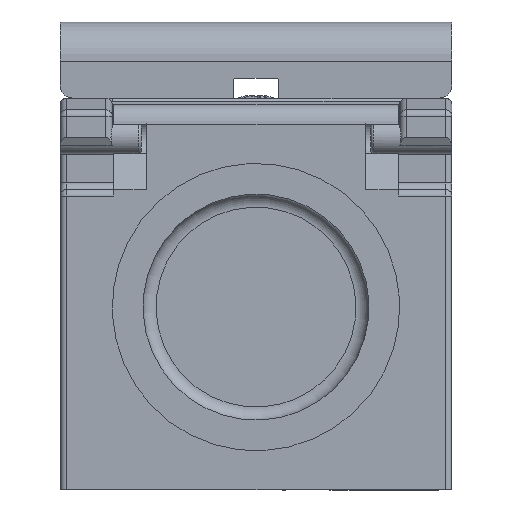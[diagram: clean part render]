
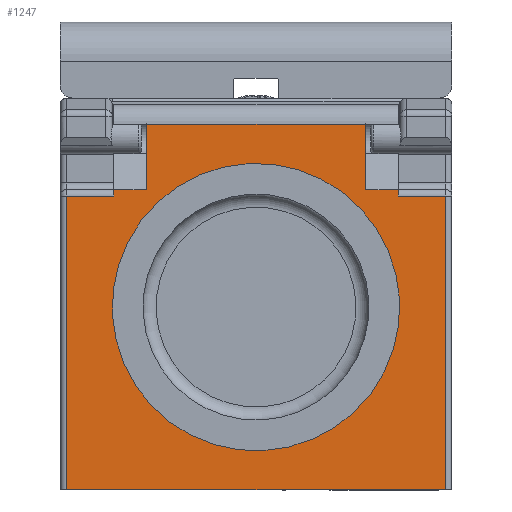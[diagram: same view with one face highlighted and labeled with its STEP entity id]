
A CAD part, front view. The second image highlights one B-rep face of the part: STEP entity #1247.
In plain terms, the highlighted planar face has unit normal (0, -1, 0).
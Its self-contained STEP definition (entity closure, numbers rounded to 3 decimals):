
#639=FACE_BOUND('',#2965,.T.);
#640=FACE_BOUND('',#2966,.T.);
#1247=ADVANCED_FACE('',(#639,#640),#1690,.T.);
#1690=PLANE('',#14763);
#2965=EDGE_LOOP('',(#6678));
#2966=EDGE_LOOP('',(#6679,#6680,#6681,#6682,#6683,#6684,#6685,#6686,#6687,
#6688,#6689,#6690,#6691,#6692,#6693,#6694));
#3515=CIRCLE('',#14762,9.255);
#6678=ORIENTED_EDGE('',*,*,#10575,.T.);
#6679=ORIENTED_EDGE('',*,*,#10576,.F.);
#6680=ORIENTED_EDGE('',*,*,#10574,.F.);
#6681=ORIENTED_EDGE('',*,*,#10538,.F.);
#6682=ORIENTED_EDGE('',*,*,#10548,.T.);
#6683=ORIENTED_EDGE('',*,*,#10543,.T.);
#6684=ORIENTED_EDGE('',*,*,#10547,.T.);
#6685=ORIENTED_EDGE('',*,*,#10534,.T.);
#6686=ORIENTED_EDGE('',*,*,#10483,.T.);
#6687=ORIENTED_EDGE('',*,*,#10519,.T.);
#6688=ORIENTED_EDGE('',*,*,#10528,.T.);
#6689=ORIENTED_EDGE('',*,*,#10524,.T.);
#6690=ORIENTED_EDGE('',*,*,#10549,.T.);
#6691=ORIENTED_EDGE('',*,*,#10515,.F.);
#6692=ORIENTED_EDGE('',*,*,#10551,.F.);
#6693=ORIENTED_EDGE('',*,*,#10562,.F.);
#6694=ORIENTED_EDGE('',*,*,#10577,.T.);
#8500=VERTEX_POINT('',#30175);
#8501=VERTEX_POINT('',#30177);
#8529=VERTEX_POINT('',#30240);
#8530=VERTEX_POINT('',#30242);
#8533=VERTEX_POINT('',#30248);
#8537=VERTEX_POINT('',#30258);
#8538=VERTEX_POINT('',#30260);
#8544=VERTEX_POINT('',#30279);
#8547=VERTEX_POINT('',#30285);
#8548=VERTEX_POINT('',#30287);
#8552=VERTEX_POINT('',#30296);
#8553=VERTEX_POINT('',#30298);
#8554=VERTEX_POINT('',#30311);
#8559=VERTEX_POINT('',#30332);
#8564=VERTEX_POINT('',#30356);
#8565=VERTEX_POINT('',#30360);
#8566=VERTEX_POINT('',#30362);
#10483=EDGE_CURVE('',#8501,#8500,#12042,.T.);
#10515=EDGE_CURVE('',#8529,#8530,#12066,.T.);
#10519=EDGE_CURVE('',#8500,#8533,#12069,.T.);
#10524=EDGE_CURVE('',#8538,#8537,#12074,.T.);
#10528=EDGE_CURVE('',#8533,#8538,#12077,.T.);
#10534=EDGE_CURVE('',#8544,#8501,#12082,.T.);
#10538=EDGE_CURVE('',#8547,#8548,#12085,.T.);
#10543=EDGE_CURVE('',#8553,#8552,#12088,.T.);
#10547=EDGE_CURVE('',#8552,#8544,#12092,.T.);
#10548=EDGE_CURVE('',#8547,#8553,#12093,.T.);
#10549=EDGE_CURVE('',#8537,#8530,#12094,.T.);
#10551=EDGE_CURVE('',#8554,#8529,#12095,.T.);
#10562=EDGE_CURVE('',#8559,#8554,#12102,.T.);
#10574=EDGE_CURVE('',#8548,#8564,#12109,.T.);
#10575=EDGE_CURVE('',#8565,#8565,#3515,.T.);
#10576=EDGE_CURVE('',#8564,#8566,#12110,.T.);
#10577=EDGE_CURVE('',#8559,#8566,#12111,.T.);
#12042=LINE('',#30176,#13469);
#12066=LINE('',#30241,#13493);
#12069=LINE('',#30249,#13496);
#12074=LINE('',#30259,#13501);
#12077=LINE('',#30266,#13504);
#12082=LINE('',#30278,#13509);
#12085=LINE('',#30286,#13512);
#12088=LINE('',#30297,#13515);
#12092=LINE('',#30304,#13519);
#12093=LINE('',#30306,#13520);
#12094=LINE('',#30308,#13521);
#12095=LINE('',#30313,#13522);
#12102=LINE('',#30333,#13529);
#12109=LINE('',#30357,#13536);
#12110=LINE('',#30361,#13537);
#12111=LINE('',#30363,#13538);
#13469=VECTOR('',#17933,1.);
#13493=VECTOR('',#17981,1.);
#13496=VECTOR('',#17986,1.);
#13501=VECTOR('',#17993,1.);
#13504=VECTOR('',#18000,1.);
#13509=VECTOR('',#18011,1.);
#13512=VECTOR('',#18016,1.);
#13515=VECTOR('',#18025,1.);
#13519=VECTOR('',#18033,1.);
#13520=VECTOR('',#18036,1.);
#13521=VECTOR('',#18039,1.);
#13522=VECTOR('',#18044,1.);
#13529=VECTOR('',#18069,1.);
#13536=VECTOR('',#18100,1.);
#13537=VECTOR('',#18105,1.);
#13538=VECTOR('',#18106,1.);
#14762=AXIS2_PLACEMENT_3D('',#30359,#18103,#18104);
#14763=AXIS2_PLACEMENT_3D('',#30364,#18107,#18108);
#17933=DIRECTION('',(-1.,0.,0.));
#17981=DIRECTION('',(0.,0.,1.));
#17986=DIRECTION('',(0.,0.,-1.));
#17993=DIRECTION('',(0.,0.,-1.));
#18000=DIRECTION('',(1.,0.,0.));
#18011=DIRECTION('',(0.,0.,1.));
#18016=DIRECTION('',(0.,0.,-1.));
#18025=DIRECTION('',(0.,0.,1.));
#18033=DIRECTION('',(1.,0.,0.));
#18036=DIRECTION('',(-1.,0.,0.));
#18039=DIRECTION('',(-1.,0.,0.));
#18044=DIRECTION('',(1.,0.,0.));
#18069=DIRECTION('',(0.,0.,1.));
#18100=DIRECTION('',(1.,0.,0.));
#18103=DIRECTION('',(0.,1.,0.));
#18104=DIRECTION('',(0.,0.,1.));
#18105=DIRECTION('',(0.,0.,-1.));
#18106=DIRECTION('',(1.,0.,0.));
#18107=DIRECTION('',(0.,-1.,0.));
#18108=DIRECTION('',(0.,0.,-1.));
#30175=CARTESIAN_POINT('',(-10.9,-30.,15.));
#30176=CARTESIAN_POINT('',(10.9,-30.,15.));
#30177=CARTESIAN_POINT('',(10.9,-30.,15.));
#30240=CARTESIAN_POINT('',(-10.9,-30.,9.5));
#30241=CARTESIAN_POINT('',(-10.9,-30.,9.5));
#30242=CARTESIAN_POINT('',(-10.9,-30.,9.999));
#30248=CARTESIAN_POINT('',(-10.9,-30.,14.996));
#30249=CARTESIAN_POINT('',(-10.9,-30.,15.));
#30258=CARTESIAN_POINT('',(-8.4,-30.,9.999));
#30259=CARTESIAN_POINT('',(-8.4,-30.,14.996));
#30260=CARTESIAN_POINT('',(-8.4,-30.,14.996));
#30266=CARTESIAN_POINT('',(-10.9,-30.,14.996));
#30278=CARTESIAN_POINT('',(10.9,-30.,14.996));
#30279=CARTESIAN_POINT('',(10.9,-30.,14.996));
#30285=CARTESIAN_POINT('',(10.9,-30.,9.999));
#30286=CARTESIAN_POINT('',(10.9,-30.,9.999));
#30287=CARTESIAN_POINT('',(10.9,-30.,9.5));
#30296=CARTESIAN_POINT('',(8.4,-30.,14.996));
#30297=CARTESIAN_POINT('',(8.4,-30.,9.999));
#30298=CARTESIAN_POINT('',(8.4,-30.,9.999));
#30304=CARTESIAN_POINT('',(8.4,-30.,14.996));
#30306=CARTESIAN_POINT('',(10.9,-30.,9.999));
#30308=CARTESIAN_POINT('',(-8.4,-30.,9.999));
#30311=CARTESIAN_POINT('',(-14.5,-30.,9.5));
#30313=CARTESIAN_POINT('',(-14.5,-30.,9.5));
#30332=CARTESIAN_POINT('',(-14.5,-30.,-13.));
#30333=CARTESIAN_POINT('',(-14.5,-30.,-13.));
#30356=CARTESIAN_POINT('',(14.5,-30.,9.5));
#30357=CARTESIAN_POINT('',(10.9,-30.,9.5));
#30359=CARTESIAN_POINT('',(0.,-30.,1.));
#30360=CARTESIAN_POINT('',(0.,-30.,10.255));
#30361=CARTESIAN_POINT('',(14.5,-30.,9.5));
#30362=CARTESIAN_POINT('',(14.5,-30.,-13.));
#30363=CARTESIAN_POINT('',(-14.5,-30.,-13.));
#30364=CARTESIAN_POINT('',(-15.,-30.,14.));
